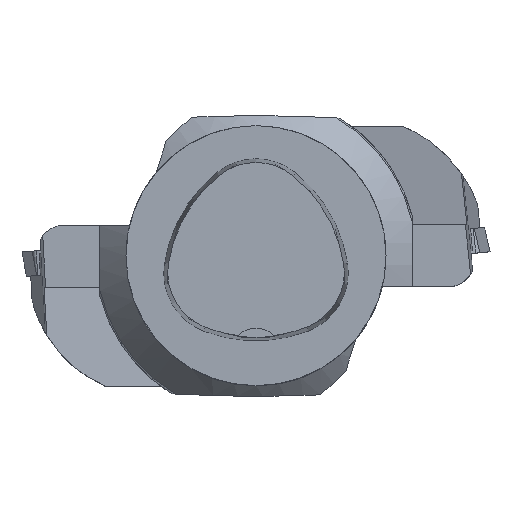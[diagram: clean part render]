
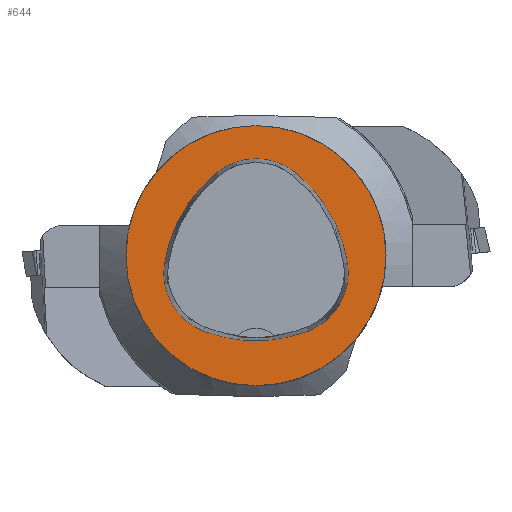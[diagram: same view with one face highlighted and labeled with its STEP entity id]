
A CAD part, top view. The second image highlights one B-rep face of the part: STEP entity #644.
In plain terms, the highlighted planar face has unit normal (0, 0, 1).
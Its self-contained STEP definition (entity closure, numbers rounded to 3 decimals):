
#306=FACE_BOUND('',#1162,.T.);
#307=FACE_BOUND('',#1163,.T.);
#492=CIRCLE('',#3913,25.);
#495=CIRCLE('',#3921,28.);
#497=CIRCLE('',#3924,12.);
#499=CIRCLE('',#3927,28.);
#501=CIRCLE('',#3930,12.);
#505=CIRCLE('',#3935,28.);
#507=CIRCLE('',#3938,12.);
#644=ADVANCED_FACE('',(#306,#307),#795,.T.);
#795=PLANE('',#3943);
#1162=EDGE_LOOP('',(#1928,#1929,#1930,#1931,#1932,#1933));
#1163=EDGE_LOOP('',(#1934));
#1928=ORIENTED_EDGE('',*,*,#2895,.T.);
#1929=ORIENTED_EDGE('',*,*,#2875,.T.);
#1930=ORIENTED_EDGE('',*,*,#2879,.T.);
#1931=ORIENTED_EDGE('',*,*,#2882,.T.);
#1932=ORIENTED_EDGE('',*,*,#2885,.T.);
#1933=ORIENTED_EDGE('',*,*,#2893,.T.);
#1934=ORIENTED_EDGE('',*,*,#2860,.F.);
#2442=VERTEX_POINT('',#5987);
#2457=VERTEX_POINT('',#6028);
#2458=VERTEX_POINT('',#6029);
#2461=VERTEX_POINT('',#6037);
#2463=VERTEX_POINT('',#6043);
#2465=VERTEX_POINT('',#6049);
#2472=VERTEX_POINT('',#6070);
#2860=EDGE_CURVE('',#2442,#2442,#492,.T.);
#2875=EDGE_CURVE('',#2457,#2458,#495,.T.);
#2879=EDGE_CURVE('',#2458,#2461,#497,.T.);
#2882=EDGE_CURVE('',#2461,#2463,#499,.T.);
#2885=EDGE_CURVE('',#2463,#2465,#501,.T.);
#2893=EDGE_CURVE('',#2465,#2472,#505,.T.);
#2895=EDGE_CURVE('',#2472,#2457,#507,.T.);
#3913=AXIS2_PLACEMENT_3D('',#5986,#4598,#4599);
#3921=AXIS2_PLACEMENT_3D('',#6027,#4620,#4621);
#3924=AXIS2_PLACEMENT_3D('',#6036,#4628,#4629);
#3927=AXIS2_PLACEMENT_3D('',#6042,#4635,#4636);
#3930=AXIS2_PLACEMENT_3D('',#6048,#4642,#4643);
#3935=AXIS2_PLACEMENT_3D('',#6071,#4654,#4655);
#3938=AXIS2_PLACEMENT_3D('',#6074,#4660,#4661);
#3943=AXIS2_PLACEMENT_3D('',#6079,#4670,#4671);
#4598=DIRECTION('',(0.,0.,-1.));
#4599=DIRECTION('',(-1.,0.,0.));
#4620=DIRECTION('',(0.,0.,-1.));
#4621=DIRECTION('',(-1.,0.,0.));
#4628=DIRECTION('',(0.,0.,-1.));
#4629=DIRECTION('',(-1.,0.,0.));
#4635=DIRECTION('',(0.,0.,-1.));
#4636=DIRECTION('',(-1.,0.,0.));
#4642=DIRECTION('',(0.,0.,-1.));
#4643=DIRECTION('',(-1.,0.,0.));
#4654=DIRECTION('',(0.,0.,-1.));
#4655=DIRECTION('',(-1.,0.,0.));
#4660=DIRECTION('',(0.,0.,-1.));
#4661=DIRECTION('',(-1.,0.,0.));
#4670=DIRECTION('',(0.,0.,1.));
#4671=DIRECTION('',(1.,0.,0.));
#5986=CARTESIAN_POINT('',(0.,0.,0.));
#5987=CARTESIAN_POINT('',(-25.,0.,0.));
#6027=CARTESIAN_POINT('',(10.068,-5.824,0.));
#6028=CARTESIAN_POINT('',(-17.584,-1.424,0.));
#6029=CARTESIAN_POINT('',(-7.531,15.953,0.));
#6036=CARTESIAN_POINT('',(0.011,6.62,0.));
#6037=CARTESIAN_POINT('',(7.567,15.942,0.));
#6042=CARTESIAN_POINT('',(-10.063,-5.81,0.));
#6043=CARTESIAN_POINT('',(17.59,-1.418,0.));
#6048=CARTESIAN_POINT('',(5.739,-3.3,0.));
#6049=CARTESIAN_POINT('',(10.05,-14.499,0.));
#6070=CARTESIAN_POINT('',(-10.025,-14.516,0.));
#6071=CARTESIAN_POINT('',(-0.01,11.631,0.));
#6074=CARTESIAN_POINT('',(-5.733,-3.31,0.));
#6079=CARTESIAN_POINT('',(0.,0.,0.));
